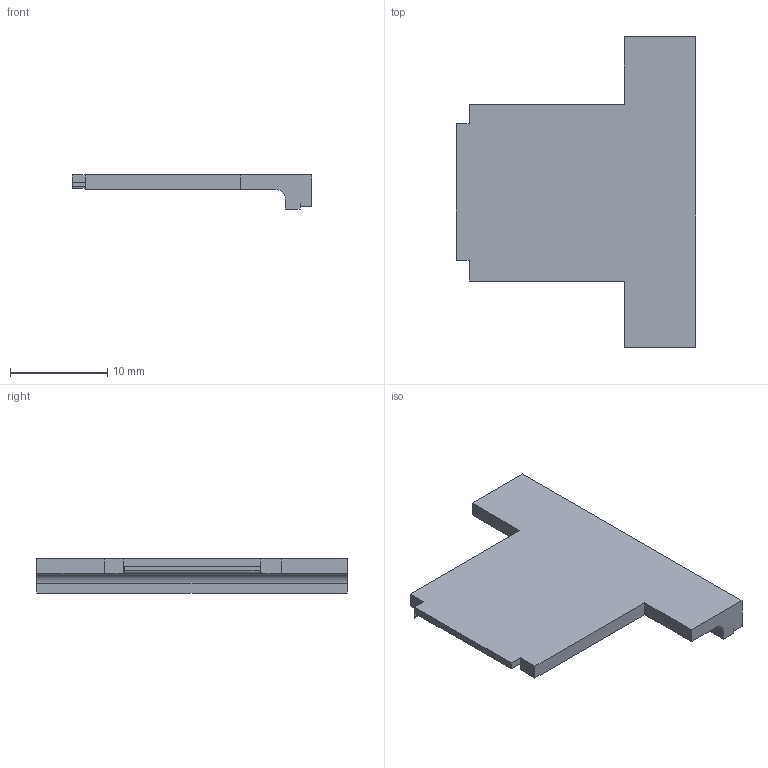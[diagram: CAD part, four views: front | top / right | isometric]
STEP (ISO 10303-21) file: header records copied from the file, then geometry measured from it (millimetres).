
FILE_DESCRIPTION (( 'STEP AP214' ), '1' );
FILE_NAME ('WeeMouseCompactDoor.STEP', '2025-04-25T00:58:19', ( '' ), ( '' ), 'SwSTEP 2.0', 'SolidWorks 2025', '' );
FILE_SCHEMA (( 'AUTOMOTIVE_DESIGN' ));
Length unit declared in the file: millimetre
Products named in the file (1): WeeMouseCompactDoor
Bounding box: 24.58 x 31.85 x 3.5 mm (x, y, z)
Volume: 780.2 mm3; surface area: 1389.4 mm2
Topology: 1 solids, 1 shells, 28 faces, 76 edges, 50 vertices
Faces by surface type: plane 22, cylinder 6
Entity records: 896 total; most frequent: CARTESIAN_POINT 161, ORIENTED_EDGE 152, DIRECTION 141, EDGE_CURVE 76, LINE 65, VECTOR 65, VERTEX_POINT 50, AXIS2_PLACEMENT_3D 38
